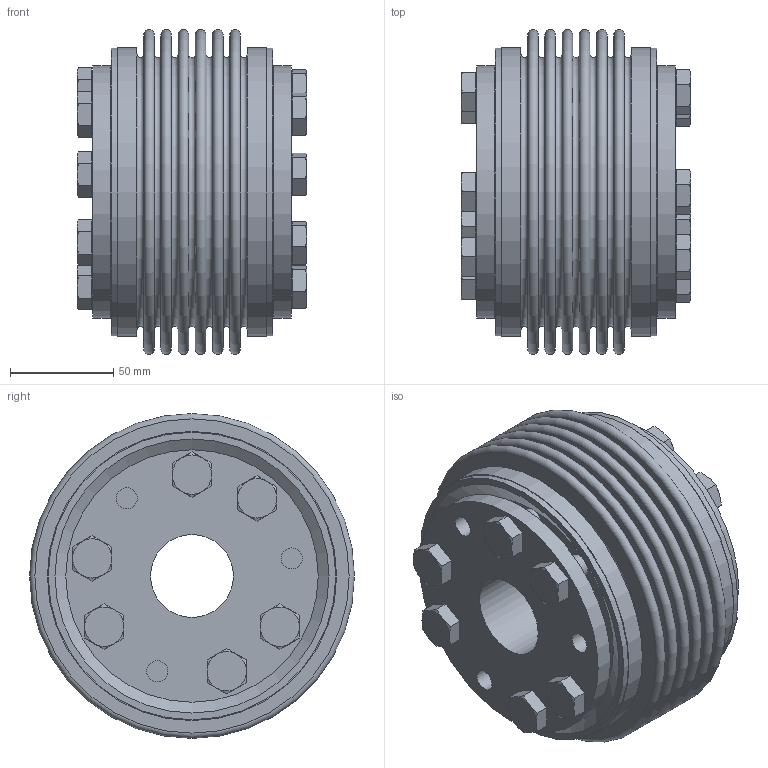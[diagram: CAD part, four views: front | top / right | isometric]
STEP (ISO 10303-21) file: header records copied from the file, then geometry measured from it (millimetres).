
FILE_DESCRIPTION( ( 'Unknown' ), '1' );
FILE_NAME( 'KSD 1300.stp', 'Unknown', ( 'Unknown' ), ( 'Unknown' ), 'PSStep 10.1', 'Unknown', ' ' );
FILE_SCHEMA( ( 'AUTOMOTIVE_DESIGN { 1 0 10303 214 1 1 1 1 }' ) );
Length unit declared in the file: millimetre
Products named in the file (1): 20703892
Bounding box: 111 x 157 x 157 mm (x, y, z)
Volume: 1064930.1 mm3; surface area: 336882 mm2
Topology: 1 solids, 1 shells, 342 faces, 774 edges, 506 vertices
Faces by surface type: plane 170, cone 78, cylinder 66, torus 28
Full cylindrical faces by diameter (mm): 10.2 x18, 12 x12, 12.5 x12, 17.2 x12, 40 x2, 79.35 x2, 122 x2, 123 x2, 139 x2, 139.8 x2
Entity records: 12112 total; most frequent: CARTESIAN_POINT 2475, DIRECTION 1426, ORIENTED_EDGE 1220, AXIS2_PLACEMENT_3D 641, EDGE_CURVE 610, EDGE_LOOP 552, VERTEX_POINT 442, FACE_OUTER_BOUND 436
